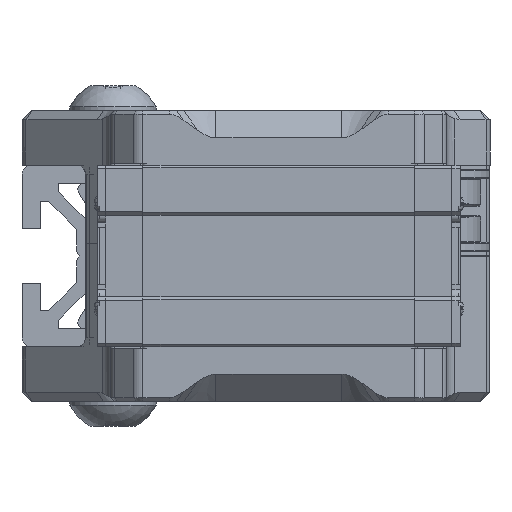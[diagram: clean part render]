
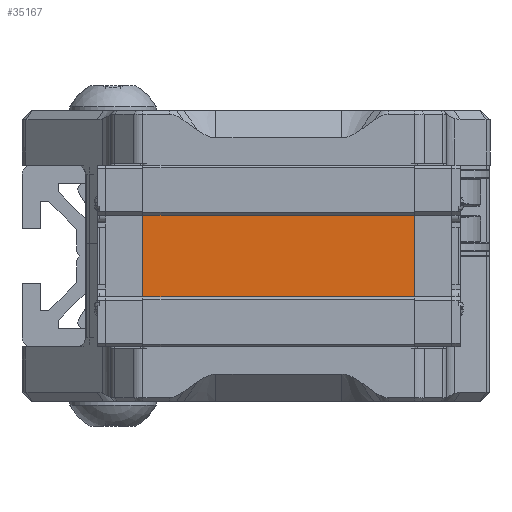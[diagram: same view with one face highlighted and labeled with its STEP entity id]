
A CAD part, left-side view. The second image highlights one B-rep face of the part: STEP entity #35167.
In plain terms, the highlighted planar face has unit normal (-1, 0, 0).
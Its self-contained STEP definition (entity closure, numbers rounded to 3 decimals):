
#1654=PLANE('',#38402);
#3286=FACE_OUTER_BOUND('',#5340,.T.);
#5340=EDGE_LOOP('',(#28720,#28721,#28722,#28723));
#9944=LINE('',#60043,#12995);
#9945=LINE('',#60045,#12996);
#9946=LINE('',#60047,#12997);
#9947=LINE('',#60048,#12998);
#12995=VECTOR('',#45807,29.9);
#12996=VECTOR('',#45808,9.);
#12997=VECTOR('',#45809,29.9);
#12998=VECTOR('',#45810,9.);
#16279=VERTEX_POINT('',#60041);
#16280=VERTEX_POINT('',#60042);
#16281=VERTEX_POINT('',#60044);
#16282=VERTEX_POINT('',#60046);
#20684=EDGE_CURVE('',#16279,#16280,#9944,.T.);
#20685=EDGE_CURVE('',#16280,#16281,#9945,.T.);
#20686=EDGE_CURVE('',#16282,#16281,#9946,.T.);
#20687=EDGE_CURVE('',#16279,#16282,#9947,.T.);
#28720=ORIENTED_EDGE('',*,*,#20684,.T.);
#28721=ORIENTED_EDGE('',*,*,#20685,.T.);
#28722=ORIENTED_EDGE('',*,*,#20686,.F.);
#28723=ORIENTED_EDGE('',*,*,#20687,.F.);
#35167=ADVANCED_FACE('',(#3286),#1654,.F.);
#38402=AXIS2_PLACEMENT_3D('',#60040,#45805,#45806);
#45805=DIRECTION('center_axis',(1.,0.,0.));
#45806=DIRECTION('ref_axis',(0.,1.,0.));
#45807=DIRECTION('',(0.,-1.,0.));
#45808=DIRECTION('',(0.,0.,1.));
#45809=DIRECTION('',(0.,-1.,0.));
#45810=DIRECTION('',(0.,0.,1.));
#60040=CARTESIAN_POINT('Origin',(148.968,219.998,-180.957));
#60041=CARTESIAN_POINT('',(148.968,219.998,-185.457));
#60042=CARTESIAN_POINT('',(148.968,190.098,-185.457));
#60043=CARTESIAN_POINT('',(148.968,219.998,-185.457));
#60044=CARTESIAN_POINT('',(148.968,190.098,-176.457));
#60045=CARTESIAN_POINT('',(148.968,190.098,-185.457));
#60046=CARTESIAN_POINT('',(148.968,219.998,-176.457));
#60047=CARTESIAN_POINT('',(148.968,219.998,-176.457));
#60048=CARTESIAN_POINT('',(148.968,219.998,-185.457));
